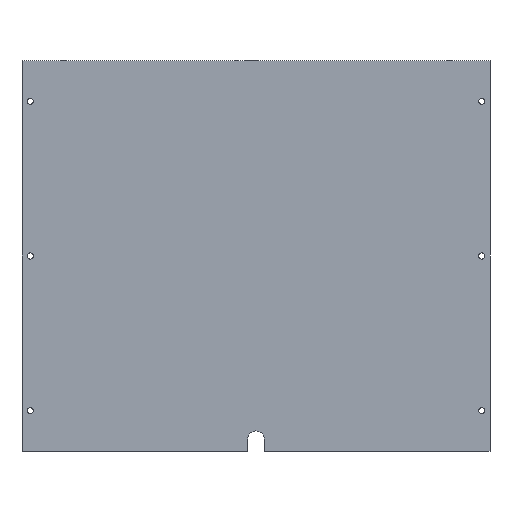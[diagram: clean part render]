
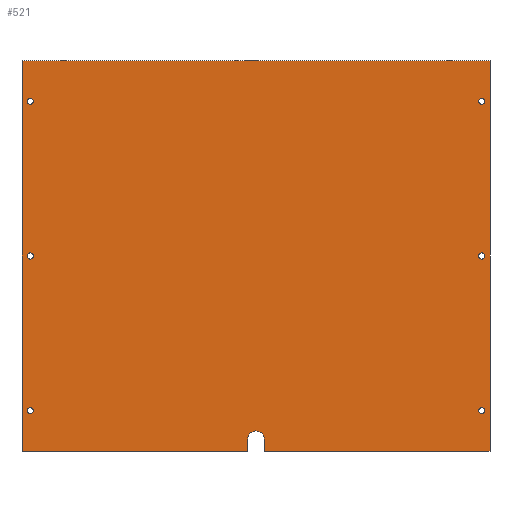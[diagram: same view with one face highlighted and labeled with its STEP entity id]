
A CAD part, front view. The second image highlights one B-rep face of the part: STEP entity #521.
In plain terms, the highlighted planar face has unit normal (0, -1, 0).
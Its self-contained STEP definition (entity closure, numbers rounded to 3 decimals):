
#15=FACE_BOUND('',#122,.T.);
#16=FACE_BOUND('',#123,.T.);
#17=FACE_BOUND('',#124,.T.);
#18=FACE_BOUND('',#125,.T.);
#19=FACE_BOUND('',#126,.T.);
#20=FACE_BOUND('',#127,.T.);
#36=CIRCLE('',#569,4.);
#38=CIRCLE('',#572,1.5);
#39=CIRCLE('',#573,1.5);
#40=CIRCLE('',#574,1.5);
#41=CIRCLE('',#575,1.5);
#42=CIRCLE('',#576,1.5);
#43=CIRCLE('',#577,1.5);
#87=FACE_OUTER_BOUND('',#121,.T.);
#121=EDGE_LOOP('',(#374,#375,#376,#377,#378,#379,#380,#381));
#122=EDGE_LOOP('',(#382));
#123=EDGE_LOOP('',(#383));
#124=EDGE_LOOP('',(#384));
#125=EDGE_LOOP('',(#385));
#126=EDGE_LOOP('',(#386));
#127=EDGE_LOOP('',(#387));
#173=LINE('',#807,#210);
#177=LINE('',#816,#214);
#181=LINE('',#827,#218);
#182=LINE('',#829,#219);
#183=LINE('',#831,#220);
#184=LINE('',#833,#221);
#185=LINE('',#834,#222);
#210=VECTOR('',#636,10.);
#214=VECTOR('',#642,10.);
#218=VECTOR('',#654,10.);
#219=VECTOR('',#655,10.);
#220=VECTOR('',#656,10.);
#221=VECTOR('',#657,10.);
#222=VECTOR('',#658,10.);
#247=VERTEX_POINT('',#805);
#248=VERTEX_POINT('',#806);
#251=VERTEX_POINT('',#814);
#252=VERTEX_POINT('',#815);
#255=VERTEX_POINT('',#826);
#256=VERTEX_POINT('',#828);
#257=VERTEX_POINT('',#830);
#258=VERTEX_POINT('',#832);
#259=VERTEX_POINT('',#835);
#260=VERTEX_POINT('',#837);
#261=VERTEX_POINT('',#839);
#262=VERTEX_POINT('',#841);
#263=VERTEX_POINT('',#843);
#264=VERTEX_POINT('',#845);
#293=EDGE_CURVE('',#247,#248,#173,.T.);
#297=EDGE_CURVE('',#251,#252,#177,.T.);
#301=EDGE_CURVE('',#252,#247,#36,.T.);
#303=EDGE_CURVE('',#248,#255,#181,.T.);
#304=EDGE_CURVE('',#255,#256,#182,.T.);
#305=EDGE_CURVE('',#256,#257,#183,.T.);
#306=EDGE_CURVE('',#257,#258,#184,.T.);
#307=EDGE_CURVE('',#258,#251,#185,.T.);
#308=EDGE_CURVE('',#259,#259,#38,.T.);
#309=EDGE_CURVE('',#260,#260,#39,.T.);
#310=EDGE_CURVE('',#261,#261,#40,.T.);
#311=EDGE_CURVE('',#262,#262,#41,.T.);
#312=EDGE_CURVE('',#263,#263,#42,.T.);
#313=EDGE_CURVE('',#264,#264,#43,.T.);
#374=ORIENTED_EDGE('',*,*,#297,.T.);
#375=ORIENTED_EDGE('',*,*,#301,.T.);
#376=ORIENTED_EDGE('',*,*,#293,.T.);
#377=ORIENTED_EDGE('',*,*,#303,.T.);
#378=ORIENTED_EDGE('',*,*,#304,.T.);
#379=ORIENTED_EDGE('',*,*,#305,.T.);
#380=ORIENTED_EDGE('',*,*,#306,.T.);
#381=ORIENTED_EDGE('',*,*,#307,.T.);
#382=ORIENTED_EDGE('',*,*,#308,.T.);
#383=ORIENTED_EDGE('',*,*,#309,.T.);
#384=ORIENTED_EDGE('',*,*,#310,.T.);
#385=ORIENTED_EDGE('',*,*,#311,.T.);
#386=ORIENTED_EDGE('',*,*,#312,.T.);
#387=ORIENTED_EDGE('',*,*,#313,.T.);
#502=PLANE('',#571);
#521=ADVANCED_FACE('',(#87,#15,#16,#17,#18,#19,#20),#502,.F.);
#569=AXIS2_PLACEMENT_3D('',#823,#648,#649);
#571=AXIS2_PLACEMENT_3D('',#825,#652,#653);
#572=AXIS2_PLACEMENT_3D('',#836,#659,#660);
#573=AXIS2_PLACEMENT_3D('',#838,#661,#662);
#574=AXIS2_PLACEMENT_3D('',#840,#663,#664);
#575=AXIS2_PLACEMENT_3D('',#842,#665,#666);
#576=AXIS2_PLACEMENT_3D('',#844,#667,#668);
#577=AXIS2_PLACEMENT_3D('',#846,#669,#670);
#636=DIRECTION('',(0.,0.,-1.));
#642=DIRECTION('',(0.,0.,1.));
#648=DIRECTION('center_axis',(0.,1.,0.));
#649=DIRECTION('ref_axis',(-1.,0.,0.));
#652=DIRECTION('center_axis',(0.,1.,0.));
#653=DIRECTION('ref_axis',(-1.,0.,0.));
#654=DIRECTION('',(1.,0.,0.));
#655=DIRECTION('',(0.,0.,1.));
#656=DIRECTION('',(-1.,0.,0.));
#657=DIRECTION('',(0.,0.,-1.));
#658=DIRECTION('',(1.,0.,0.));
#659=DIRECTION('center_axis',(0.,1.,0.));
#660=DIRECTION('ref_axis',(-1.,0.,0.));
#661=DIRECTION('center_axis',(0.,1.,0.));
#662=DIRECTION('ref_axis',(-1.,0.,0.));
#663=DIRECTION('center_axis',(0.,1.,0.));
#664=DIRECTION('ref_axis',(-1.,0.,0.));
#665=DIRECTION('center_axis',(0.,1.,0.));
#666=DIRECTION('ref_axis',(-1.,0.,0.));
#667=DIRECTION('center_axis',(0.,1.,0.));
#668=DIRECTION('ref_axis',(-1.,0.,0.));
#669=DIRECTION('center_axis',(0.,1.,0.));
#670=DIRECTION('ref_axis',(-1.,0.,0.));
#805=CARTESIAN_POINT('',(4.,107.,6.));
#806=CARTESIAN_POINT('',(4.,107.,0.));
#807=CARTESIAN_POINT('',(4.,107.,48.));
#814=CARTESIAN_POINT('',(-4.,107.,0.));
#815=CARTESIAN_POINT('',(-4.,107.,6.));
#816=CARTESIAN_POINT('',(-4.,107.,51.));
#823=CARTESIAN_POINT('Origin',(0.,107.,6.));
#825=CARTESIAN_POINT('Origin',(0.,107.,96.));
#826=CARTESIAN_POINT('',(115.,107.,0.));
#827=CARTESIAN_POINT('',(-115.,107.,0.));
#828=CARTESIAN_POINT('',(115.,107.,192.));
#829=CARTESIAN_POINT('',(115.,107.,0.));
#830=CARTESIAN_POINT('',(-115.,107.,192.));
#831=CARTESIAN_POINT('',(115.,107.,192.));
#832=CARTESIAN_POINT('',(-115.,107.,0.));
#833=CARTESIAN_POINT('',(-115.,107.,192.));
#834=CARTESIAN_POINT('',(-115.,107.,0.));
#835=CARTESIAN_POINT('',(-109.5,107.,20.));
#836=CARTESIAN_POINT('Origin',(-111.,107.,20.));
#837=CARTESIAN_POINT('',(-109.5,107.,172.));
#838=CARTESIAN_POINT('Origin',(-111.,107.,172.));
#839=CARTESIAN_POINT('',(-109.5,107.,96.));
#840=CARTESIAN_POINT('Origin',(-111.,107.,96.));
#841=CARTESIAN_POINT('',(112.5,107.,20.));
#842=CARTESIAN_POINT('Origin',(111.,107.,20.));
#843=CARTESIAN_POINT('',(112.5,107.,172.));
#844=CARTESIAN_POINT('Origin',(111.,107.,172.));
#845=CARTESIAN_POINT('',(112.5,107.,96.));
#846=CARTESIAN_POINT('Origin',(111.,107.,96.));
